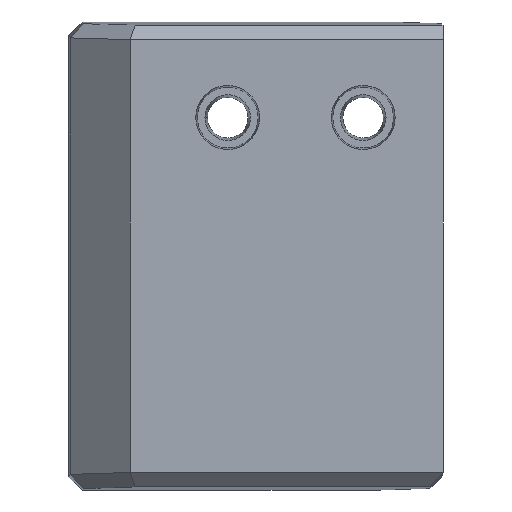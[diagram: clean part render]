
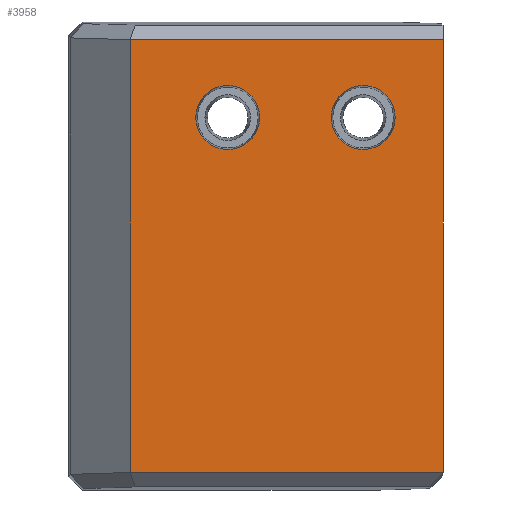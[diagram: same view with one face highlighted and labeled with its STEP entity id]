
A CAD part, top view. The second image highlights one B-rep face of the part: STEP entity #3958.
In plain terms, the highlighted planar face has unit normal (0, 0, 1).
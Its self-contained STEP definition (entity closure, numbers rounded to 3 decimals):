
#107 = FACE_OUTER_BOUND ( 'NONE', #896, .T. ) ;
#114 = CARTESIAN_POINT ( 'NONE',  ( -46.27, -65.926, 16.5 ) ) ;
#438 = DIRECTION ( 'NONE',  ( 0., 0., 1. ) ) ;
#612 = CARTESIAN_POINT ( 'NONE',  ( -7.14, -13.55, 16.5 ) ) ;
#707 = DIRECTION ( 'NONE',  ( 0., 0., 1. ) ) ;
#896 = EDGE_LOOP ( 'NONE', ( #4885, #9081, #8164, #4213 ) ) ;
#924 = AXIS2_PLACEMENT_3D ( 'NONE', #7395, #5798, #2345 ) ;
#993 = LINE ( 'NONE', #9408, #5495 ) ;
#1183 = EDGE_LOOP ( 'NONE', ( #9213, #4701 ) ) ;
#1497 = DIRECTION ( 'NONE',  ( 0., 0., 1. ) ) ;
#1558 = VERTEX_POINT ( 'NONE', #9168 ) ;
#1565 = CARTESIAN_POINT ( 'NONE',  ( -36.56, -13.55, 16.5 ) ) ;
#1983 = EDGE_LOOP ( 'NONE', ( #2129, #8843 ) ) ;
#2129 = ORIENTED_EDGE ( 'NONE', *, *, #4208, .F. ) ;
#2227 = EDGE_CURVE ( 'NONE', #8803, #3519, #6361, .T. ) ;
#2345 = DIRECTION ( 'NONE',  ( 1., 0., 0. ) ) ;
#2528 = AXIS2_PLACEMENT_3D ( 'NONE', #5990, #438, #3627 ) ;
#3013 = EDGE_CURVE ( 'NONE', #6179, #1558, #993, .T. ) ;
#3185 = DIRECTION ( 'NONE',  ( 0., 0., 1. ) ) ;
#3462 = PLANE ( 'NONE',  #2528 ) ;
#3504 = CARTESIAN_POINT ( 'NONE',  ( -16.56, -13.55, 16.5 ) ) ;
#3519 = VERTEX_POINT ( 'NONE', #7841 ) ;
#3627 = DIRECTION ( 'NONE',  ( 1., 0., 0. ) ) ;
#3841 = DIRECTION ( 'NONE',  ( 1., 0., 0. ) ) ;
#3958 = ADVANCED_FACE ( 'NONE', ( #7702, #8529, #107 ), #3462, .T. ) ;
#4099 = EDGE_CURVE ( 'NONE', #6950, #9934, #9735, .T. ) ;
#4113 = CARTESIAN_POINT ( 'NONE',  ( -46.27, 0.001, 16.5 ) ) ;
#4208 = EDGE_CURVE ( 'NONE', #3519, #8803, #10618, .T. ) ;
#4213 = ORIENTED_EDGE ( 'NONE', *, *, #8093, .T. ) ;
#4307 = LINE ( 'NONE', #10359, #8257 ) ;
#4328 = DIRECTION ( 'NONE',  ( 0., -1., 0. ) ) ;
#4642 = AXIS2_PLACEMENT_3D ( 'NONE', #9045, #1497, #4854 ) ;
#4701 = ORIENTED_EDGE ( 'NONE', *, *, #5730, .F. ) ;
#4854 = DIRECTION ( 'NONE',  ( 1., 0., 0. ) ) ;
#4885 = ORIENTED_EDGE ( 'NONE', *, *, #10249, .T. ) ;
#5495 = VECTOR ( 'NONE', #8471, 1000. ) ;
#5693 = AXIS2_PLACEMENT_3D ( 'NONE', #7304, #707, #10786 ) ;
#5730 = EDGE_CURVE ( 'NONE', #9934, #6950, #6397, .T. ) ;
#5798 = DIRECTION ( 'NONE',  ( 0., 0., 1. ) ) ;
#5990 = CARTESIAN_POINT ( 'NONE',  ( 0., 0., 16.5 ) ) ;
#6179 = VERTEX_POINT ( 'NONE', #10341 ) ;
#6361 = CIRCLE ( 'NONE', #924, 4.71 ) ;
#6397 = CIRCLE ( 'NONE', #4642, 4.71 ) ;
#6483 = EDGE_CURVE ( 'NONE', #1558, #8265, #9229, .T. ) ;
#6950 = VERTEX_POINT ( 'NONE', #612 ) ;
#7087 = AXIS2_PLACEMENT_3D ( 'NONE', #8964, #3185, #3841 ) ;
#7214 = CARTESIAN_POINT ( 'NONE',  ( 0., -65.926, 16.5 ) ) ;
#7304 = CARTESIAN_POINT ( 'NONE',  ( -11.85, -13.55, 16.5 ) ) ;
#7395 = CARTESIAN_POINT ( 'NONE',  ( -31.85, -13.55, 16.5 ) ) ;
#7512 = VECTOR ( 'NONE', #10024, 1000. ) ;
#7702 = FACE_BOUND ( 'NONE', #1983, .T. ) ;
#7841 = CARTESIAN_POINT ( 'NONE',  ( -27.14, -13.55, 16.5 ) ) ;
#8024 = VERTEX_POINT ( 'NONE', #7214 ) ;
#8093 = EDGE_CURVE ( 'NONE', #8265, #8024, #9868, .T. ) ;
#8164 = ORIENTED_EDGE ( 'NONE', *, *, #6483, .T. ) ;
#8174 = VECTOR ( 'NONE', #4328, 1000. ) ;
#8257 = VECTOR ( 'NONE', #8486, 1000. ) ;
#8265 = VERTEX_POINT ( 'NONE', #114 ) ;
#8266 = CARTESIAN_POINT ( 'NONE',  ( 0., -65.926, 16.5 ) ) ;
#8471 = DIRECTION ( 'NONE',  ( -1., 0., 0. ) ) ;
#8486 = DIRECTION ( 'NONE',  ( 0., 1., 0. ) ) ;
#8529 = FACE_BOUND ( 'NONE', #1183, .T. ) ;
#8803 = VERTEX_POINT ( 'NONE', #1565 ) ;
#8843 = ORIENTED_EDGE ( 'NONE', *, *, #2227, .F. ) ;
#8964 = CARTESIAN_POINT ( 'NONE',  ( -31.85, -13.55, 16.5 ) ) ;
#9045 = CARTESIAN_POINT ( 'NONE',  ( -11.85, -13.55, 16.5 ) ) ;
#9081 = ORIENTED_EDGE ( 'NONE', *, *, #3013, .T. ) ;
#9168 = CARTESIAN_POINT ( 'NONE',  ( -46.27, -2.074, 16.5 ) ) ;
#9213 = ORIENTED_EDGE ( 'NONE', *, *, #4099, .F. ) ;
#9229 = LINE ( 'NONE', #4113, #8174 ) ;
#9408 = CARTESIAN_POINT ( 'NONE',  ( -46.27, -2.074, 16.5 ) ) ;
#9735 = CIRCLE ( 'NONE', #5693, 4.71 ) ;
#9868 = LINE ( 'NONE', #8266, #7512 ) ;
#9934 = VERTEX_POINT ( 'NONE', #3504 ) ;
#10024 = DIRECTION ( 'NONE',  ( 1., 0., 0. ) ) ;
#10249 = EDGE_CURVE ( 'NONE', #8024, #6179, #4307, .T. ) ;
#10341 = CARTESIAN_POINT ( 'NONE',  ( 0., -2.074, 16.5 ) ) ;
#10359 = CARTESIAN_POINT ( 'NONE',  ( 0., -68., 16.5 ) ) ;
#10618 = CIRCLE ( 'NONE', #7087, 4.71 ) ;
#10786 = DIRECTION ( 'NONE',  ( 1., 0., 0. ) ) ;
